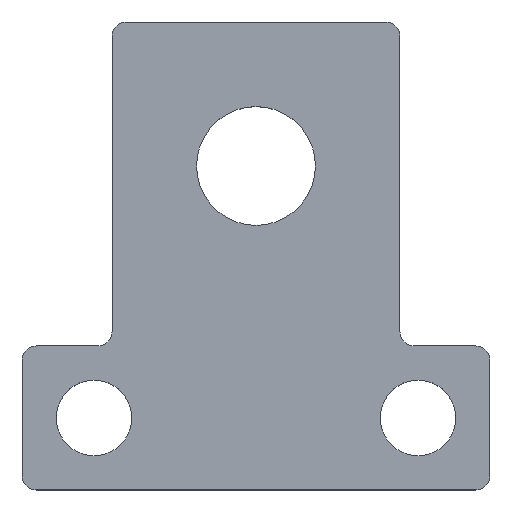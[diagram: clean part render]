
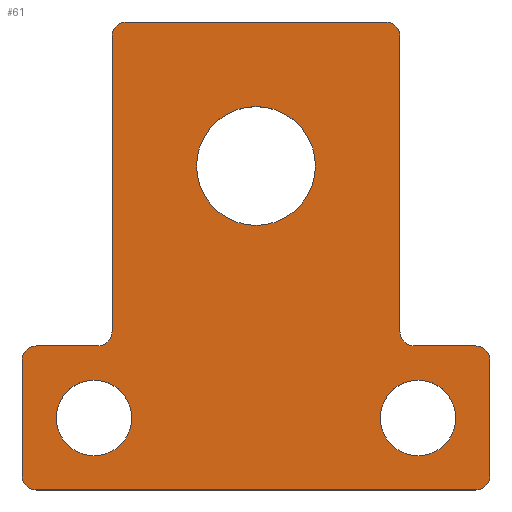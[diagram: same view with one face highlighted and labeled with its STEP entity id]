
A CAD part, top view. The second image highlights one B-rep face of the part: STEP entity #61.
In plain terms, the highlighted planar face has unit normal (0, 0, 1).
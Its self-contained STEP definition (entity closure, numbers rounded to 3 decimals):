
#61=ADVANCED_FACE('',(#156,#157,#158,#159),#82,.T.);
#82=PLANE('',#434);
#92=LINE('',#593,#124);
#93=LINE('',#598,#125);
#94=LINE('',#602,#126);
#95=LINE('',#606,#127);
#96=LINE('',#610,#128);
#97=LINE('',#614,#129);
#98=LINE('',#618,#130);
#99=LINE('',#622,#131);
#124=VECTOR('',#474,1.);
#125=VECTOR('',#477,1.);
#126=VECTOR('',#480,1.);
#127=VECTOR('',#483,1.);
#128=VECTOR('',#486,1.);
#129=VECTOR('',#489,1.);
#130=VECTOR('',#492,1.);
#131=VECTOR('',#495,1.);
#156=FACE_BOUND('',#170,.T.);
#157=FACE_BOUND('',#171,.T.);
#158=FACE_BOUND('',#172,.T.);
#159=FACE_BOUND('',#173,.T.);
#170=EDGE_LOOP('',(#200));
#171=EDGE_LOOP('',(#201));
#172=EDGE_LOOP('',(#202));
#173=EDGE_LOOP('',(#203,#204,#205,#206,#207,#208,#209,#210,#211,#212,#213,
#214,#215,#216,#217,#218));
#200=ORIENTED_EDGE('',*,*,#346,.F.);
#201=ORIENTED_EDGE('',*,*,#347,.F.);
#202=ORIENTED_EDGE('',*,*,#348,.F.);
#203=ORIENTED_EDGE('',*,*,#349,.T.);
#204=ORIENTED_EDGE('',*,*,#350,.T.);
#205=ORIENTED_EDGE('',*,*,#351,.T.);
#206=ORIENTED_EDGE('',*,*,#352,.T.);
#207=ORIENTED_EDGE('',*,*,#353,.T.);
#208=ORIENTED_EDGE('',*,*,#354,.T.);
#209=ORIENTED_EDGE('',*,*,#355,.T.);
#210=ORIENTED_EDGE('',*,*,#356,.T.);
#211=ORIENTED_EDGE('',*,*,#357,.T.);
#212=ORIENTED_EDGE('',*,*,#358,.T.);
#213=ORIENTED_EDGE('',*,*,#359,.T.);
#214=ORIENTED_EDGE('',*,*,#360,.T.);
#215=ORIENTED_EDGE('',*,*,#361,.T.);
#216=ORIENTED_EDGE('',*,*,#362,.T.);
#217=ORIENTED_EDGE('',*,*,#363,.T.);
#218=ORIENTED_EDGE('',*,*,#364,.T.);
#308=VERTEX_POINT('',#588);
#309=VERTEX_POINT('',#590);
#310=VERTEX_POINT('',#592);
#311=VERTEX_POINT('',#594);
#312=VERTEX_POINT('',#595);
#313=VERTEX_POINT('',#597);
#314=VERTEX_POINT('',#599);
#315=VERTEX_POINT('',#601);
#316=VERTEX_POINT('',#603);
#317=VERTEX_POINT('',#605);
#318=VERTEX_POINT('',#607);
#319=VERTEX_POINT('',#609);
#320=VERTEX_POINT('',#611);
#321=VERTEX_POINT('',#613);
#322=VERTEX_POINT('',#615);
#323=VERTEX_POINT('',#617);
#324=VERTEX_POINT('',#619);
#325=VERTEX_POINT('',#621);
#326=VERTEX_POINT('',#623);
#346=EDGE_CURVE('',#308,#308,#400,.T.);
#347=EDGE_CURVE('',#309,#309,#401,.T.);
#348=EDGE_CURVE('',#310,#310,#402,.T.);
#349=EDGE_CURVE('',#311,#312,#92,.T.);
#350=EDGE_CURVE('',#312,#313,#403,.T.);
#351=EDGE_CURVE('',#313,#314,#93,.T.);
#352=EDGE_CURVE('',#314,#315,#404,.T.);
#353=EDGE_CURVE('',#315,#316,#94,.T.);
#354=EDGE_CURVE('',#316,#317,#405,.T.);
#355=EDGE_CURVE('',#317,#318,#95,.T.);
#356=EDGE_CURVE('',#318,#319,#406,.T.);
#357=EDGE_CURVE('',#319,#320,#96,.T.);
#358=EDGE_CURVE('',#320,#321,#407,.T.);
#359=EDGE_CURVE('',#321,#322,#97,.T.);
#360=EDGE_CURVE('',#322,#323,#408,.T.);
#361=EDGE_CURVE('',#323,#324,#98,.T.);
#362=EDGE_CURVE('',#324,#325,#409,.T.);
#363=EDGE_CURVE('',#325,#326,#99,.T.);
#364=EDGE_CURVE('',#326,#311,#410,.T.);
#400=CIRCLE('',#423,5.25);
#401=CIRCLE('',#424,8.25);
#402=CIRCLE('',#425,5.25);
#403=CIRCLE('',#426,2.);
#404=CIRCLE('',#427,2.);
#405=CIRCLE('',#428,2.);
#406=CIRCLE('',#429,2.);
#407=CIRCLE('',#430,2.);
#408=CIRCLE('',#431,2.);
#409=CIRCLE('',#432,2.);
#410=CIRCLE('',#433,2.);
#423=AXIS2_PLACEMENT_3D('',#587,#468,#469);
#424=AXIS2_PLACEMENT_3D('',#589,#470,#471);
#425=AXIS2_PLACEMENT_3D('',#591,#472,#473);
#426=AXIS2_PLACEMENT_3D('',#596,#475,#476);
#427=AXIS2_PLACEMENT_3D('',#600,#478,#479);
#428=AXIS2_PLACEMENT_3D('',#604,#481,#482);
#429=AXIS2_PLACEMENT_3D('',#608,#484,#485);
#430=AXIS2_PLACEMENT_3D('',#612,#487,#488);
#431=AXIS2_PLACEMENT_3D('',#616,#490,#491);
#432=AXIS2_PLACEMENT_3D('',#620,#493,#494);
#433=AXIS2_PLACEMENT_3D('',#624,#496,#497);
#434=AXIS2_PLACEMENT_3D('',#625,#498,#499);
#468=DIRECTION('',(0.,0.,1.));
#469=DIRECTION('',(1.,0.,0.));
#470=DIRECTION('',(0.,0.,1.));
#471=DIRECTION('',(1.,0.,0.));
#472=DIRECTION('',(0.,0.,1.));
#473=DIRECTION('',(1.,0.,0.));
#474=DIRECTION('',(0.,1.,0.));
#475=DIRECTION('',(0.,0.,1.));
#476=DIRECTION('',(1.,0.,0.));
#477=DIRECTION('',(-1.,0.,0.));
#478=DIRECTION('',(0.,0.,1.));
#479=DIRECTION('',(1.,0.,0.));
#480=DIRECTION('',(0.,-1.,0.));
#481=DIRECTION('',(0.,0.,-1.));
#482=DIRECTION('',(1.,0.,0.));
#483=DIRECTION('',(-1.,0.,0.));
#484=DIRECTION('',(0.,0.,1.));
#485=DIRECTION('',(1.,0.,0.));
#486=DIRECTION('',(0.,-1.,0.));
#487=DIRECTION('',(0.,0.,1.));
#488=DIRECTION('',(1.,0.,0.));
#489=DIRECTION('',(1.,0.,0.));
#490=DIRECTION('',(0.,0.,1.));
#491=DIRECTION('',(1.,0.,0.));
#492=DIRECTION('',(0.,1.,0.));
#493=DIRECTION('',(0.,0.,1.));
#494=DIRECTION('',(1.,0.,0.));
#495=DIRECTION('',(-1.,0.,0.));
#496=DIRECTION('',(0.,0.,-1.));
#497=DIRECTION('',(1.,0.,0.));
#498=DIRECTION('',(0.,0.,1.));
#499=DIRECTION('',(1.,0.,0.));
#587=CARTESIAN_POINT('',(22.5,10.,5.));
#588=CARTESIAN_POINT('',(27.75,10.,5.));
#589=CARTESIAN_POINT('',(0.,45.,5.));
#590=CARTESIAN_POINT('',(8.25,45.,5.));
#591=CARTESIAN_POINT('',(-22.5,10.,5.));
#592=CARTESIAN_POINT('',(-17.25,10.,5.));
#593=CARTESIAN_POINT('',(20.,18.,5.));
#594=CARTESIAN_POINT('',(20.,22.,5.));
#595=CARTESIAN_POINT('',(20.,63.,5.));
#596=CARTESIAN_POINT('',(18.,63.,5.));
#597=CARTESIAN_POINT('',(18.,65.,5.));
#598=CARTESIAN_POINT('',(16.,65.,5.));
#599=CARTESIAN_POINT('',(-18.,65.,5.));
#600=CARTESIAN_POINT('',(-18.,63.,5.));
#601=CARTESIAN_POINT('',(-20.,63.,5.));
#602=CARTESIAN_POINT('',(-20.,55.,5.));
#603=CARTESIAN_POINT('',(-20.,22.,5.));
#604=CARTESIAN_POINT('',(-22.,22.,5.));
#605=CARTESIAN_POINT('',(-22.,20.,5.));
#606=CARTESIAN_POINT('',(0.,20.,5.));
#607=CARTESIAN_POINT('',(-30.5,20.,5.));
#608=CARTESIAN_POINT('',(-30.5,18.,5.));
#609=CARTESIAN_POINT('',(-32.5,18.,5.));
#610=CARTESIAN_POINT('',(-32.5,18.,5.));
#611=CARTESIAN_POINT('',(-32.5,2.,5.));
#612=CARTESIAN_POINT('',(-30.5,2.,5.));
#613=CARTESIAN_POINT('',(-30.5,0.,5.));
#614=CARTESIAN_POINT('',(-26.5,0.,5.));
#615=CARTESIAN_POINT('',(30.5,0.,5.));
#616=CARTESIAN_POINT('',(30.5,2.,5.));
#617=CARTESIAN_POINT('',(32.5,2.,5.));
#618=CARTESIAN_POINT('',(32.5,0.,5.));
#619=CARTESIAN_POINT('',(32.5,18.,5.));
#620=CARTESIAN_POINT('',(30.5,18.,5.));
#621=CARTESIAN_POINT('',(30.5,20.,5.));
#622=CARTESIAN_POINT('',(26.5,20.,5.));
#623=CARTESIAN_POINT('',(22.,20.,5.));
#624=CARTESIAN_POINT('',(22.,22.,5.));
#625=CARTESIAN_POINT('',(0.,0.,5.));
